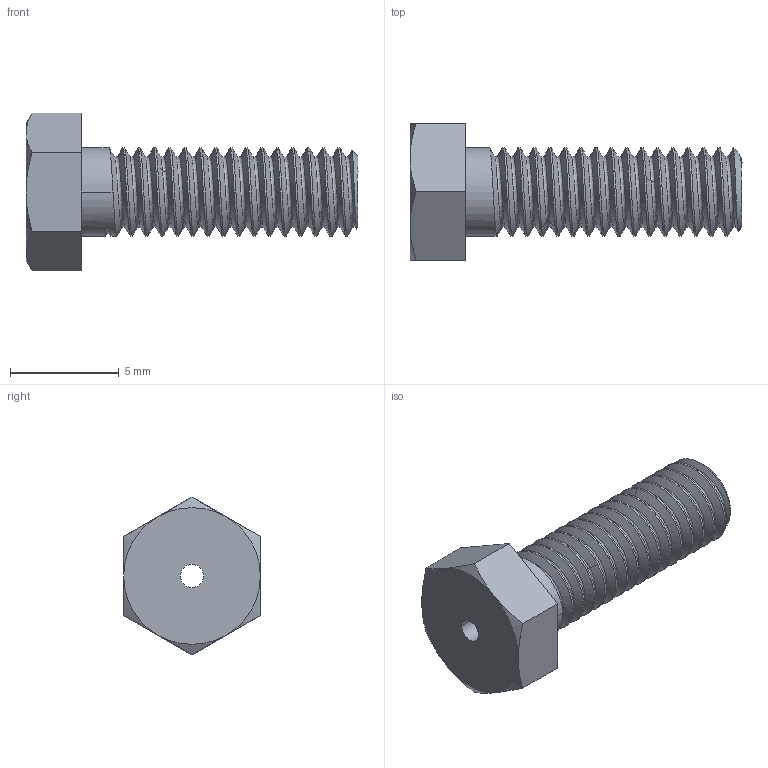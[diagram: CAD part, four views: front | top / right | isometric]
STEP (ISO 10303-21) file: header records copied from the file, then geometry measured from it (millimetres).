
FILE_DESCRIPTION((''),'2;1');
FILE_NAME('001_HEX_HEAD_SCREWS_INCH_ASM','2023-11-08T',('SYSTEM'),(''),'PRO/ENGINEER BY PARAMETRIC TECHNOLOGY CORPORATION, 2016360','PRO/ENGINEER BY PARAMETRIC TECHNOLOGY CORPORATION, 2016360','');
FILE_SCHEMA(('AUTOMOTIVE_DESIGN { 1 0 10303 214 1 1 1 1 }'));
Length unit declared in the file: inch
Products named in the file (2): H-F164_AF0; 001_HEX_HEAD_SCREWS_INCH_ASM
Assembly tree (1 placements, depth 2):
  001_HEX_HEAD_SCREWS_INCH_ASM
    H-F164_AF0
Bounding box: 15.24 x 6.27 x 7.24 mm (x, y, z)
Volume: 207.3 mm3; surface area: 400.9 mm2
Topology: 1 solids, 1 shells, 68 faces, 175 edges, 110 vertices
Faces by surface type: cylinder 34, bspline 18, plane 9, cone 7
Entity records: 7017 total; most frequent: CARTESIAN_POINT 5399, ORIENTED_EDGE 350, DIRECTION 192, EDGE_CURVE 175, VERTEX_POINT 110, COLOUR_RGB 110, B_SPLINE_CURVE_WITH_KNOTS 104, EDGE_LOOP 71
